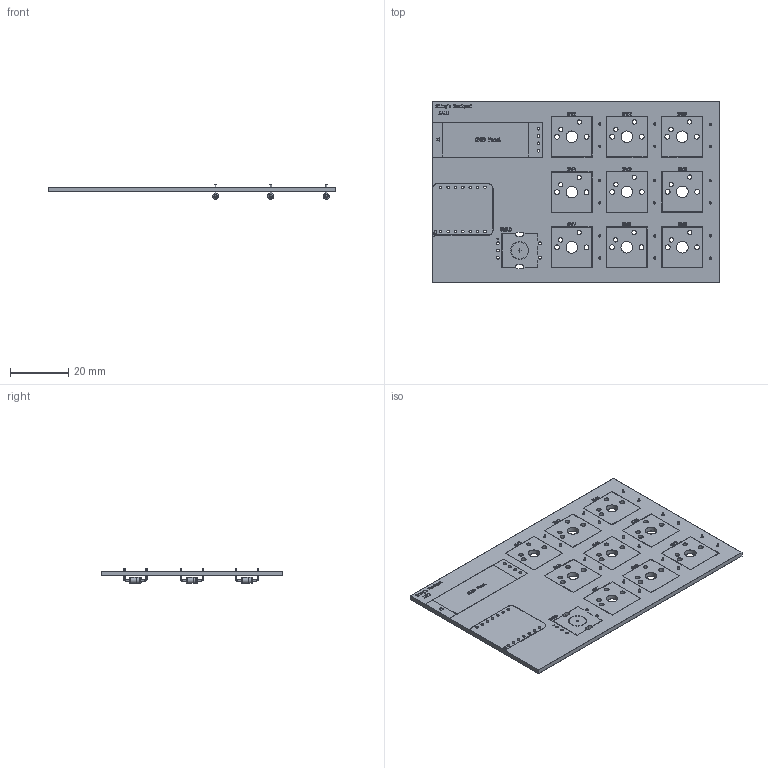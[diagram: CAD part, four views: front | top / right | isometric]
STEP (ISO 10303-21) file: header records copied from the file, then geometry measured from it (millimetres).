
FILE_DESCRIPTION(/* description */ ('KiCad electronic assembly'),/* implementation_level */ '2;1');
FILE_NAME(/* name */ 'full box with pcb1.step',/* time_stamp */ '2025-12-28T19:42:22+05:30',/* author */ (''),/* organization */ (''),/* preprocessor_version */ 'ST-DEVELOPER v20.1',/* originating_system */ 'Autodesk Translation Framework v14.21.0.0',/* authorisation */ '');
FILE_SCHEMA (('AUTOMOTIVE_DESIGN { 1 0 10303 214 3 1 1 }'));
Length unit declared in the file: millimetre
Products named in the file (7): project4 1; project4_silkscreen; project4_silkscreen_1; project4_soldermask; project4_soldermask_1; project4_PCB; D_DO-35_SOD27_P7.62mm_Horizontal
Assembly tree (14 placements, depth 2):
  project4 1
    D_DO-35_SOD27_P7.62mm_Horizontal  x9
    project4_silkscreen
    project4_silkscreen_1
    project4_soldermask
    project4_soldermask_1
    project4_PCB
Bounding box: 99.17 x 62.6 x 5.01 mm (x, y, z)
Volume: 9181.9 mm3; surface area: 25716.1 mm2
Topology: 19 solids, 157 shells, 382 faces, 3298 edges, 3110 vertices
Faces by surface type: plane 202, cylinder 144, torus 36
Full cylindrical faces by diameter (mm): 0.5 x27, 0.8 x18, 0.889 x14, 1 x9, 1.5 x18, 1.7 x18, 2 x18, 2.02 x9, 4 x9
Entity records: 29478 total; most frequent: CARTESIAN_POINT 6315, DIRECTION 4619, ORIENTED_EDGE 3396, EDGE_CURVE 3074, VERTEX_POINT 2966, LINE 2079, VECTOR 2079, AXIS2_PLACEMENT_3D 1270
